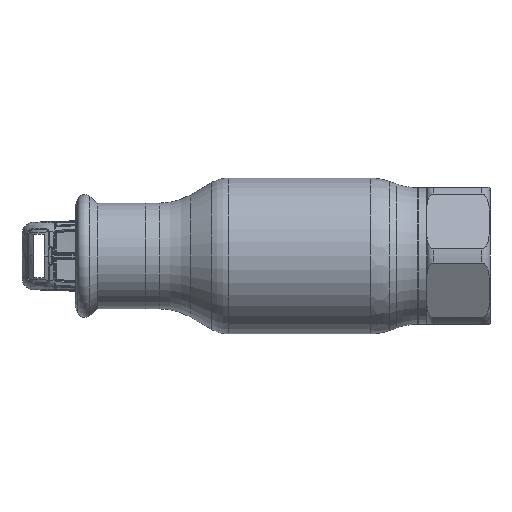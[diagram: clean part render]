
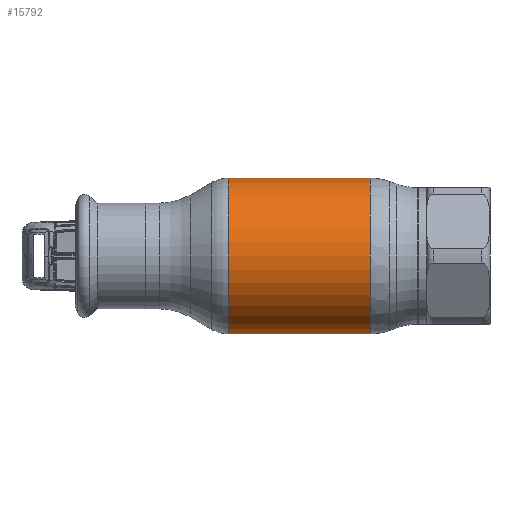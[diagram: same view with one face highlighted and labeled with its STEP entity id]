
A CAD part, front view. The second image highlights one B-rep face of the part: STEP entity #15792.
In plain terms, the highlighted cylindrical face has radius 28.25 mm (diameter 56.5 mm), a partial arc.
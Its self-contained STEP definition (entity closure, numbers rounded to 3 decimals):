
#100 = ORIENTED_EDGE ( 'NONE', *, *, #45907, .F. ) ;
#2844 = DIRECTION ( 'NONE',  ( -1., 0., 0. ) ) ;
#4910 = LINE ( 'NONE', #35090, #16272 ) ;
#6764 = VECTOR ( 'NONE', #54422, 1000. ) ;
#13605 = LINE ( 'NONE', #58616, #6764 ) ;
#15792 = ADVANCED_FACE ( 'NONE', ( #24261 ), #55102, .T. ) ;
#16272 = VECTOR ( 'NONE', #39319, 1000. ) ;
#20990 = AXIS2_PLACEMENT_3D ( 'NONE', #26981, #2844, #27411 ) ;
#21325 = DIRECTION ( 'NONE',  ( -1., 0., 0. ) ) ;
#22585 = EDGE_LOOP ( 'NONE', ( #62585, #58448, #31889, #100 ) ) ;
#24261 = FACE_OUTER_BOUND ( 'NONE', #22585, .T. ) ;
#24666 = AXIS2_PLACEMENT_3D ( 'NONE', #27045, #50171, #40345 ) ;
#25306 = CARTESIAN_POINT ( 'NONE',  ( 26.673, 0., -28.25 ) ) ;
#26981 = CARTESIAN_POINT ( 'NONE',  ( 26.673, 0., 0. ) ) ;
#27045 = CARTESIAN_POINT ( 'NONE',  ( -24.785, 0., 0. ) ) ;
#27411 = DIRECTION ( 'NONE',  ( 0., 0., 1. ) ) ;
#31889 = ORIENTED_EDGE ( 'NONE', *, *, #54224, .T. ) ;
#34750 = CARTESIAN_POINT ( 'NONE',  ( -24.785, 0., 28.25 ) ) ;
#35090 = CARTESIAN_POINT ( 'NONE',  ( -62.69, 0., 28.25 ) ) ;
#35292 = CARTESIAN_POINT ( 'NONE',  ( -62.69, 0., 0. ) ) ;
#37357 = VERTEX_POINT ( 'NONE', #58434 ) ;
#38742 = EDGE_CURVE ( 'NONE', #49970, #37357, #56785, .T. ) ;
#39319 = DIRECTION ( 'NONE',  ( -1., 0., 0. ) ) ;
#40333 = CIRCLE ( 'NONE', #24666, 28.25 ) ;
#40345 = DIRECTION ( 'NONE',  ( 0., 0., 1. ) ) ;
#45379 = DIRECTION ( 'NONE',  ( 0., 0., 1. ) ) ;
#45907 = EDGE_CURVE ( 'NONE', #50828, #53849, #40333, .T. ) ;
#48775 = EDGE_CURVE ( 'NONE', #49970, #50828, #13605, .T. ) ;
#49970 = VERTEX_POINT ( 'NONE', #25306 ) ;
#50171 = DIRECTION ( 'NONE',  ( -1., 0., 0. ) ) ;
#50828 = VERTEX_POINT ( 'NONE', #62109 ) ;
#53849 = VERTEX_POINT ( 'NONE', #34750 ) ;
#54224 = EDGE_CURVE ( 'NONE', #37357, #53849, #4910, .T. ) ;
#54422 = DIRECTION ( 'NONE',  ( -1., 0., 0. ) ) ;
#55102 = CYLINDRICAL_SURFACE ( 'NONE', #61391, 28.25 ) ;
#56785 = CIRCLE ( 'NONE', #20990, 28.25 ) ;
#58434 = CARTESIAN_POINT ( 'NONE',  ( 26.673, 0., 28.25 ) ) ;
#58448 = ORIENTED_EDGE ( 'NONE', *, *, #38742, .T. ) ;
#58616 = CARTESIAN_POINT ( 'NONE',  ( -62.69, 0., -28.25 ) ) ;
#61391 = AXIS2_PLACEMENT_3D ( 'NONE', #35292, #21325, #45379 ) ;
#62109 = CARTESIAN_POINT ( 'NONE',  ( -24.785, 0., -28.25 ) ) ;
#62585 = ORIENTED_EDGE ( 'NONE', *, *, #48775, .F. ) ;
